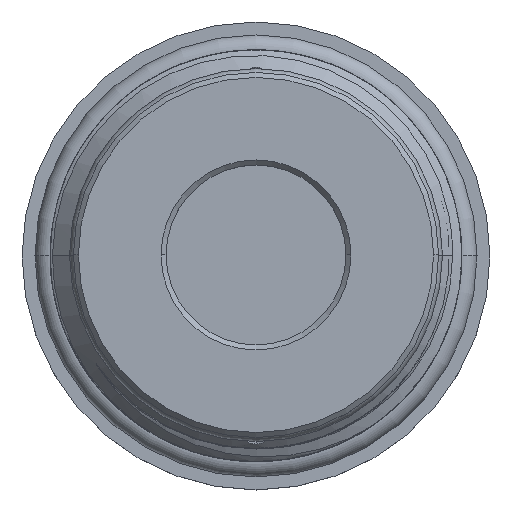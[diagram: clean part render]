
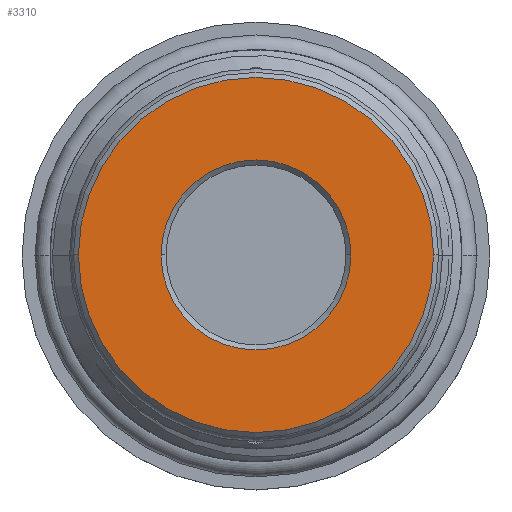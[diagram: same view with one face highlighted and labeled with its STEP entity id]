
A CAD part, top view. The second image highlights one B-rep face of the part: STEP entity #3310.
In plain terms, the highlighted planar face has unit normal (0, 0, 1).
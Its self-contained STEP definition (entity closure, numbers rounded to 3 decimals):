
#283 = ORIENTED_EDGE ( 'NONE', *, *, #14538, .T. ) ;
#388 = PLANE ( 'NONE',  #8615 ) ;
#1051 = AXIS2_PLACEMENT_3D ( 'NONE', #9855, #8708, #6111 ) ;
#2984 = DIRECTION ( 'NONE',  ( 0., 0., -1. ) ) ;
#3085 = DIRECTION ( 'NONE',  ( -1., 0., 0. ) ) ;
#3104 = DIRECTION ( 'NONE',  ( 0., 0., -1. ) ) ;
#3310 = ADVANCED_FACE ( 'NONE', ( #6222, #10708 ), #388, .F. ) ;
#3409 = ORIENTED_EDGE ( 'NONE', *, *, #11005, .T. ) ;
#3894 = DIRECTION ( 'NONE',  ( -1., 0., 0. ) ) ;
#4181 = DIRECTION ( 'NONE',  ( 0., 0., 1. ) ) ;
#4305 = EDGE_CURVE ( 'NONE', #15058, #14188, #7189, .T. ) ;
#4861 = CIRCLE ( 'NONE', #8601, 9.5 ) ;
#5659 = EDGE_LOOP ( 'NONE', ( #12033, #8385 ) ) ;
#6058 = VERTEX_POINT ( 'NONE', #13135 ) ;
#6111 = DIRECTION ( 'NONE',  ( -1., 0., 0. ) ) ;
#6146 = CARTESIAN_POINT ( 'NONE',  ( 9.5, 0., 78.2 ) ) ;
#6222 = FACE_BOUND ( 'NONE', #11889, .T. ) ;
#7189 = CIRCLE ( 'NONE', #8426, 17.76 ) ;
#7758 = DIRECTION ( 'NONE',  ( 0., 0., 1. ) ) ;
#8385 = ORIENTED_EDGE ( 'NONE', *, *, #13737, .T. ) ;
#8426 = AXIS2_PLACEMENT_3D ( 'NONE', #11651, #4181, #3085 ) ;
#8450 = AXIS2_PLACEMENT_3D ( 'NONE', #15239, #7758, #3894 ) ;
#8601 = AXIS2_PLACEMENT_3D ( 'NONE', #10296, #3104, #15679 ) ;
#8615 = AXIS2_PLACEMENT_3D ( 'NONE', #9222, #2984, #10397 ) ;
#8708 = DIRECTION ( 'NONE',  ( 0., 0., -1. ) ) ;
#9222 = CARTESIAN_POINT ( 'NONE',  ( 0., 18.26, 78.2 ) ) ;
#9663 = CARTESIAN_POINT ( 'NONE',  ( 17.76, 0., 78.2 ) ) ;
#9855 = CARTESIAN_POINT ( 'NONE',  ( 0., 0., 78.2 ) ) ;
#10072 = VERTEX_POINT ( 'NONE', #6146 ) ;
#10296 = CARTESIAN_POINT ( 'NONE',  ( 0., 0., 78.2 ) ) ;
#10397 = DIRECTION ( 'NONE',  ( -1., 0., 0. ) ) ;
#10708 = FACE_OUTER_BOUND ( 'NONE', #5659, .T. ) ;
#11005 = EDGE_CURVE ( 'NONE', #10072, #6058, #15067, .T. ) ;
#11651 = CARTESIAN_POINT ( 'NONE',  ( 0., 0., 78.2 ) ) ;
#11805 = CARTESIAN_POINT ( 'NONE',  ( -17.76, 0., 78.2 ) ) ;
#11889 = EDGE_LOOP ( 'NONE', ( #3409, #283 ) ) ;
#12033 = ORIENTED_EDGE ( 'NONE', *, *, #4305, .T. ) ;
#13135 = CARTESIAN_POINT ( 'NONE',  ( -9.5, 0., 78.2 ) ) ;
#13737 = EDGE_CURVE ( 'NONE', #14188, #15058, #14828, .T. ) ;
#14188 = VERTEX_POINT ( 'NONE', #9663 ) ;
#14538 = EDGE_CURVE ( 'NONE', #6058, #10072, #4861, .T. ) ;
#14828 = CIRCLE ( 'NONE', #8450, 17.76 ) ;
#15058 = VERTEX_POINT ( 'NONE', #11805 ) ;
#15067 = CIRCLE ( 'NONE', #1051, 9.5 ) ;
#15239 = CARTESIAN_POINT ( 'NONE',  ( 0., 0., 78.2 ) ) ;
#15679 = DIRECTION ( 'NONE',  ( -1., 0., 0. ) ) ;
